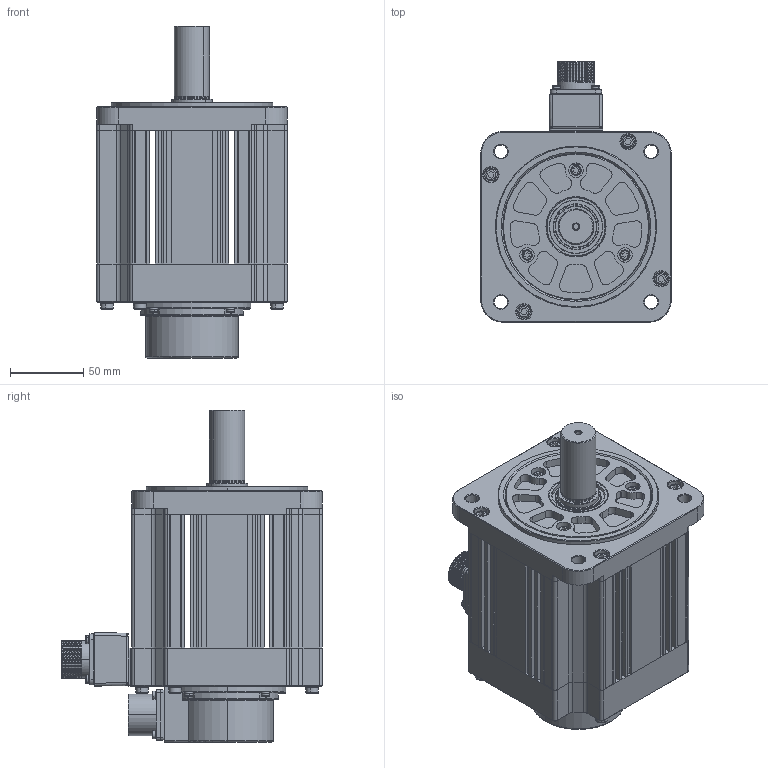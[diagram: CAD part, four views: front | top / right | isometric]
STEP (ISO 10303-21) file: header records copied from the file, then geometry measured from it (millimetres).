
FILE_DESCRIPTION (( 'STEP AP203' ), '1' );
FILE_NAME ('EM1-2KW-O.STEP', '2019-12-06T03:22:49', ( '' ), ( '' ), 'SwSTEP 2.0', 'SolidWorks 2015', '' );
FILE_SCHEMA (( 'CONFIG_CONTROL_DESIGN' ));
Length unit declared in the file: millimetre
Products named in the file (1): EM1-2KW-O
Bounding box: 130 x 177.85 x 226.4 mm (x, y, z)
Surface area: 158504.3 mm2 (no closed solid volume)
Topology: 0 solids, 63 shells, 1036 faces, 3049 edges, 2072 vertices
Faces by surface type: plane 459, cylinder 341, cone 108, torus 101, bspline 23, sphere 4
Entity records: 38700 total; most frequent: CARTESIAN_POINT 11300, DIRECTION 5927, ORIENTED_EDGE 5059, EDGE_CURVE 3036, AXIS2_PLACEMENT_3D 2105, VERTEX_POINT 2068, VECTOR 1717, LINE 1717
